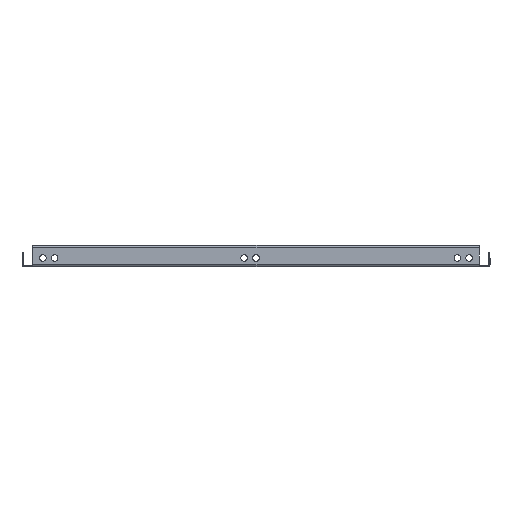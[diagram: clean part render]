
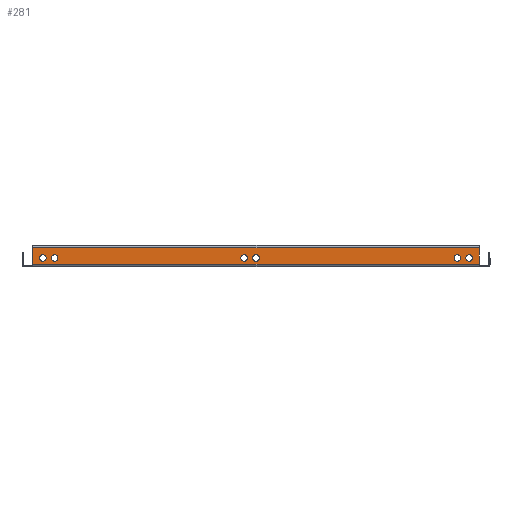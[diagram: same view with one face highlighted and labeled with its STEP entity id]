
A CAD part, left-side view. The second image highlights one B-rep face of the part: STEP entity #281.
In plain terms, the highlighted planar face has unit normal (-1, 0, 0).
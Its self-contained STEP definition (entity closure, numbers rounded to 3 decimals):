
#41 = CARTESIAN_POINT ( 'NONE',  ( -221.7, 0., 7.8 ) ) ;
#45 = VERTEX_POINT ( 'NONE', #1790 ) ;
#197 = CIRCLE ( 'NONE', #5093, 3.45 ) ;
#201 = CIRCLE ( 'NONE', #3305, 3.45 ) ;
#206 = ORIENTED_EDGE ( 'NONE', *, *, #5752, .T. ) ;
#234 = EDGE_CURVE ( 'NONE', #2392, #2312, #6282, .T. ) ;
#281 = ADVANCED_FACE ( 'NONE', ( #3784, #7130, #2942, #6843, #3214, #3027, #1161 ), #2736, .T. ) ;
#301 = VERTEX_POINT ( 'NONE', #3902 ) ;
#411 = DIRECTION ( 'NONE',  ( 0., 0., -1. ) ) ;
#415 = EDGE_CURVE ( 'NONE', #5138, #6238, #4291, .T. ) ;
#437 = VERTEX_POINT ( 'NONE', #7251 ) ;
#454 = EDGE_CURVE ( 'NONE', #437, #2392, #4092, .T. ) ;
#463 = EDGE_CURVE ( 'NONE', #6238, #5138, #1057, .T. ) ;
#536 = EDGE_CURVE ( 'NONE', #5530, #5212, #201, .T. ) ;
#569 = EDGE_CURVE ( 'NONE', #6724, #45, #7679, .T. ) ;
#643 = CARTESIAN_POINT ( 'NONE',  ( -221.7, 0., 7.8 ) ) ;
#681 = EDGE_CURVE ( 'NONE', #2312, #5802, #4768, .T. ) ;
#885 = ORIENTED_EDGE ( 'NONE', *, *, #536, .T. ) ;
#918 = ORIENTED_EDGE ( 'NONE', *, *, #3021, .T. ) ;
#1006 = EDGE_LOOP ( 'NONE', ( #918, #206 ) ) ;
#1041 = EDGE_CURVE ( 'NONE', #5802, #437, #4759, .T. ) ;
#1049 = CARTESIAN_POINT ( 'NONE',  ( -221.7, 0., 4.35 ) ) ;
#1057 = CIRCLE ( 'NONE', #6919, 3.45 ) ;
#1161 = FACE_OUTER_BOUND ( 'NONE', #3200, .T. ) ;
#1165 = EDGE_LOOP ( 'NONE', ( #5245, #5884 ) ) ;
#1195 = ORIENTED_EDGE ( 'NONE', *, *, #1041, .T. ) ;
#1242 = EDGE_CURVE ( 'NONE', #5212, #5530, #2826, .T. ) ;
#1393 = CARTESIAN_POINT ( 'NONE',  ( -221.7, 225., 7.8 ) ) ;
#1526 = VECTOR ( 'NONE', #7193, 1000. ) ;
#1681 = AXIS2_PLACEMENT_3D ( 'NONE', #4063, #5270, #411 ) ;
#1748 = ORIENTED_EDGE ( 'NONE', *, *, #4851, .T. ) ;
#1790 = CARTESIAN_POINT ( 'NONE',  ( -221.7, 212.5, 4.35 ) ) ;
#1828 = VERTEX_POINT ( 'NONE', #3318 ) ;
#1858 = DIRECTION ( 'NONE',  ( 0., 0., -1. ) ) ;
#1895 = DIRECTION ( 'NONE',  ( 0., 0., -1. ) ) ;
#2009 = DIRECTION ( 'NONE',  ( 1., 0., 0. ) ) ;
#2057 = ORIENTED_EDGE ( 'NONE', *, *, #6763, .T. ) ;
#2216 = DIRECTION ( 'NONE',  ( 0., 0., 1. ) ) ;
#2245 = EDGE_LOOP ( 'NONE', ( #2057, #5178 ) ) ;
#2312 = VERTEX_POINT ( 'NONE', #2680 ) ;
#2356 = DIRECTION ( 'NONE',  ( 1., 0., 0. ) ) ;
#2392 = VERTEX_POINT ( 'NONE', #5828 ) ;
#2450 = DIRECTION ( 'NONE',  ( 0., 0., -1. ) ) ;
#2621 = CARTESIAN_POINT ( 'NONE',  ( -221.7, -225., 11.25 ) ) ;
#2635 = ORIENTED_EDGE ( 'NONE', *, *, #1242, .T. ) ;
#2680 = CARTESIAN_POINT ( 'NONE',  ( -221.7, -235.8, 18.8 ) ) ;
#2736 = PLANE ( 'NONE',  #5995 ) ;
#2766 = ORIENTED_EDGE ( 'NONE', *, *, #681, .T. ) ;
#2810 = CARTESIAN_POINT ( 'NONE',  ( -221.7, 212.5, 11.25 ) ) ;
#2826 = CIRCLE ( 'NONE', #7273, 3.45 ) ;
#2831 = AXIS2_PLACEMENT_3D ( 'NONE', #7703, #5290, #7057 ) ;
#2942 = FACE_BOUND ( 'NONE', #6294, .T. ) ;
#3014 = DIRECTION ( 'NONE',  ( 0., 0., -1. ) ) ;
#3021 = EDGE_CURVE ( 'NONE', #5162, #1828, #5839, .T. ) ;
#3027 = FACE_BOUND ( 'NONE', #3739, .T. ) ;
#3067 = CIRCLE ( 'NONE', #1681, 3.45 ) ;
#3200 = EDGE_LOOP ( 'NONE', ( #1195, #6058, #6215, #2766 ) ) ;
#3214 = FACE_BOUND ( 'NONE', #2245, .T. ) ;
#3305 = AXIS2_PLACEMENT_3D ( 'NONE', #4884, #4831, #1858 ) ;
#3318 = CARTESIAN_POINT ( 'NONE',  ( -221.7, 0., 11.25 ) ) ;
#3524 = CARTESIAN_POINT ( 'NONE',  ( -221.7, 212.5, 7.8 ) ) ;
#3569 = CARTESIAN_POINT ( 'NONE',  ( -221.7, 0., 1. ) ) ;
#3642 = CIRCLE ( 'NONE', #4375, 3.45 ) ;
#3704 = AXIS2_PLACEMENT_3D ( 'NONE', #6136, #2009, #3710 ) ;
#3710 = DIRECTION ( 'NONE',  ( 0., 0., -1. ) ) ;
#3728 = DIRECTION ( 'NONE',  ( 0., 0., -1. ) ) ;
#3739 = EDGE_LOOP ( 'NONE', ( #2635, #885 ) ) ;
#3763 = VERTEX_POINT ( 'NONE', #4089 ) ;
#3784 = FACE_BOUND ( 'NONE', #1165, .T. ) ;
#3828 = CARTESIAN_POINT ( 'NONE',  ( -221.7, -225., 7.8 ) ) ;
#3902 = CARTESIAN_POINT ( 'NONE',  ( -221.7, 12.5, 11.25 ) ) ;
#3955 = DIRECTION ( 'NONE',  ( -1., 0., 0. ) ) ;
#4063 = CARTESIAN_POINT ( 'NONE',  ( -221.7, 12.5, 7.8 ) ) ;
#4076 = CARTESIAN_POINT ( 'NONE',  ( -221.7, -212.5, 7.8 ) ) ;
#4089 = CARTESIAN_POINT ( 'NONE',  ( -221.7, 12.5, 4.35 ) ) ;
#4092 = LINE ( 'NONE', #3569, #5527 ) ;
#4115 = ORIENTED_EDGE ( 'NONE', *, *, #7333, .T. ) ;
#4162 = CIRCLE ( 'NONE', #2831, 3.45 ) ;
#4274 = DIRECTION ( 'NONE',  ( 1., 0., 0. ) ) ;
#4291 = CIRCLE ( 'NONE', #5700, 3.45 ) ;
#4338 = CARTESIAN_POINT ( 'NONE',  ( -221.7, 225., 7.8 ) ) ;
#4375 = AXIS2_PLACEMENT_3D ( 'NONE', #1393, #5532, #3728 ) ;
#4470 = DIRECTION ( 'NONE',  ( 1., 0., 0. ) ) ;
#4501 = ORIENTED_EDGE ( 'NONE', *, *, #463, .T. ) ;
#4709 = EDGE_CURVE ( 'NONE', #3763, #301, #3067, .T. ) ;
#4744 = AXIS2_PLACEMENT_3D ( 'NONE', #4338, #7372, #2450 ) ;
#4759 = LINE ( 'NONE', #6508, #1526 ) ;
#4768 = LINE ( 'NONE', #6803, #6833 ) ;
#4831 = DIRECTION ( 'NONE',  ( 1., 0., 0. ) ) ;
#4851 = EDGE_CURVE ( 'NONE', #6452, #6473, #3642, .T. ) ;
#4884 = CARTESIAN_POINT ( 'NONE',  ( -221.7, -225., 7.8 ) ) ;
#5026 = CARTESIAN_POINT ( 'NONE',  ( -221.7, 225., 4.35 ) ) ;
#5093 = AXIS2_PLACEMENT_3D ( 'NONE', #3524, #2356, #6047 ) ;
#5107 = ORIENTED_EDGE ( 'NONE', *, *, #415, .T. ) ;
#5138 = VERTEX_POINT ( 'NONE', #6562 ) ;
#5162 = VERTEX_POINT ( 'NONE', #1049 ) ;
#5178 = ORIENTED_EDGE ( 'NONE', *, *, #569, .T. ) ;
#5212 = VERTEX_POINT ( 'NONE', #5431 ) ;
#5215 = CIRCLE ( 'NONE', #4744, 3.45 ) ;
#5245 = ORIENTED_EDGE ( 'NONE', *, *, #4709, .T. ) ;
#5270 = DIRECTION ( 'NONE',  ( 1., 0., 0. ) ) ;
#5290 = DIRECTION ( 'NONE',  ( 1., 0., 0. ) ) ;
#5341 = VECTOR ( 'NONE', #6430, 1000. ) ;
#5431 = CARTESIAN_POINT ( 'NONE',  ( -221.7, -225., 4.35 ) ) ;
#5449 = DIRECTION ( 'NONE',  ( 0., 0., -1. ) ) ;
#5501 = EDGE_LOOP ( 'NONE', ( #5107, #4501 ) ) ;
#5527 = VECTOR ( 'NONE', #6112, 1000. ) ;
#5530 = VERTEX_POINT ( 'NONE', #2621 ) ;
#5532 = DIRECTION ( 'NONE',  ( 1., 0., 0. ) ) ;
#5613 = DIRECTION ( 'NONE',  ( 0., 1., 0. ) ) ;
#5700 = AXIS2_PLACEMENT_3D ( 'NONE', #4076, #5935, #6484 ) ;
#5752 = EDGE_CURVE ( 'NONE', #1828, #5162, #5819, .T. ) ;
#5802 = VERTEX_POINT ( 'NONE', #6149 ) ;
#5819 = CIRCLE ( 'NONE', #7304, 3.45 ) ;
#5828 = CARTESIAN_POINT ( 'NONE',  ( -221.7, -235.8, 1. ) ) ;
#5839 = CIRCLE ( 'NONE', #6380, 3.45 ) ;
#5884 = ORIENTED_EDGE ( 'NONE', *, *, #7587, .T. ) ;
#5935 = DIRECTION ( 'NONE',  ( 1., 0., 0. ) ) ;
#5995 = AXIS2_PLACEMENT_3D ( 'NONE', #7026, #3955, #2216 ) ;
#6047 = DIRECTION ( 'NONE',  ( 0., 0., -1. ) ) ;
#6058 = ORIENTED_EDGE ( 'NONE', *, *, #454, .T. ) ;
#6112 = DIRECTION ( 'NONE',  ( 0., -1., 0. ) ) ;
#6136 = CARTESIAN_POINT ( 'NONE',  ( -221.7, 212.5, 7.8 ) ) ;
#6149 = CARTESIAN_POINT ( 'NONE',  ( -221.7, 235.8, 18.8 ) ) ;
#6151 = DIRECTION ( 'NONE',  ( 0., 0., -1. ) ) ;
#6215 = ORIENTED_EDGE ( 'NONE', *, *, #234, .T. ) ;
#6238 = VERTEX_POINT ( 'NONE', #7778 ) ;
#6282 = LINE ( 'NONE', #6894, #5341 ) ;
#6294 = EDGE_LOOP ( 'NONE', ( #1748, #4115 ) ) ;
#6302 = CARTESIAN_POINT ( 'NONE',  ( -221.7, 225., 11.25 ) ) ;
#6380 = AXIS2_PLACEMENT_3D ( 'NONE', #643, #4274, #1895 ) ;
#6430 = DIRECTION ( 'NONE',  ( 0., 0., 1. ) ) ;
#6452 = VERTEX_POINT ( 'NONE', #5026 ) ;
#6473 = VERTEX_POINT ( 'NONE', #6302 ) ;
#6484 = DIRECTION ( 'NONE',  ( 0., 0., -1. ) ) ;
#6508 = CARTESIAN_POINT ( 'NONE',  ( -221.7, 235.8, 0. ) ) ;
#6562 = CARTESIAN_POINT ( 'NONE',  ( -221.7, -212.5, 4.35 ) ) ;
#6620 = DIRECTION ( 'NONE',  ( 1., 0., 0. ) ) ;
#6646 = CARTESIAN_POINT ( 'NONE',  ( -221.7, -212.5, 7.8 ) ) ;
#6724 = VERTEX_POINT ( 'NONE', #2810 ) ;
#6763 = EDGE_CURVE ( 'NONE', #45, #6724, #197, .T. ) ;
#6803 = CARTESIAN_POINT ( 'NONE',  ( -221.7, 0., 18.8 ) ) ;
#6833 = VECTOR ( 'NONE', #5613, 1000. ) ;
#6843 = FACE_BOUND ( 'NONE', #5501, .T. ) ;
#6894 = CARTESIAN_POINT ( 'NONE',  ( -221.7, -235.8, 0. ) ) ;
#6919 = AXIS2_PLACEMENT_3D ( 'NONE', #6646, #6620, #3014 ) ;
#7026 = CARTESIAN_POINT ( 'NONE',  ( -221.7, 0., 0. ) ) ;
#7057 = DIRECTION ( 'NONE',  ( 0., 0., -1. ) ) ;
#7130 = FACE_BOUND ( 'NONE', #1006, .T. ) ;
#7193 = DIRECTION ( 'NONE',  ( 0., 0., -1. ) ) ;
#7240 = DIRECTION ( 'NONE',  ( 1., 0., 0. ) ) ;
#7251 = CARTESIAN_POINT ( 'NONE',  ( -221.7, 235.8, 1. ) ) ;
#7273 = AXIS2_PLACEMENT_3D ( 'NONE', #3828, #4470, #6151 ) ;
#7304 = AXIS2_PLACEMENT_3D ( 'NONE', #41, #7240, #5449 ) ;
#7333 = EDGE_CURVE ( 'NONE', #6473, #6452, #5215, .T. ) ;
#7372 = DIRECTION ( 'NONE',  ( 1., 0., 0. ) ) ;
#7587 = EDGE_CURVE ( 'NONE', #301, #3763, #4162, .T. ) ;
#7679 = CIRCLE ( 'NONE', #3704, 3.45 ) ;
#7703 = CARTESIAN_POINT ( 'NONE',  ( -221.7, 12.5, 7.8 ) ) ;
#7778 = CARTESIAN_POINT ( 'NONE',  ( -221.7, -212.5, 11.25 ) ) ;
